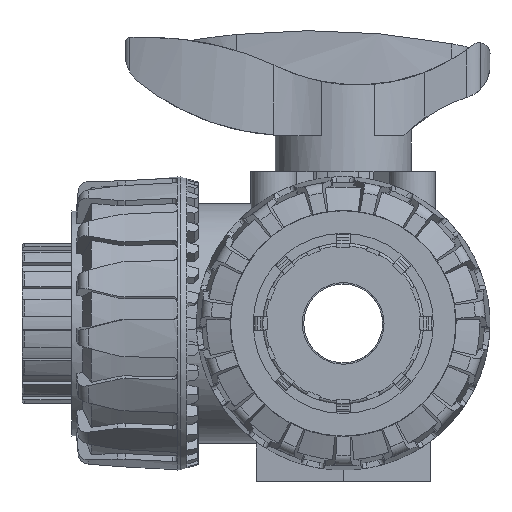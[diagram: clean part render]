
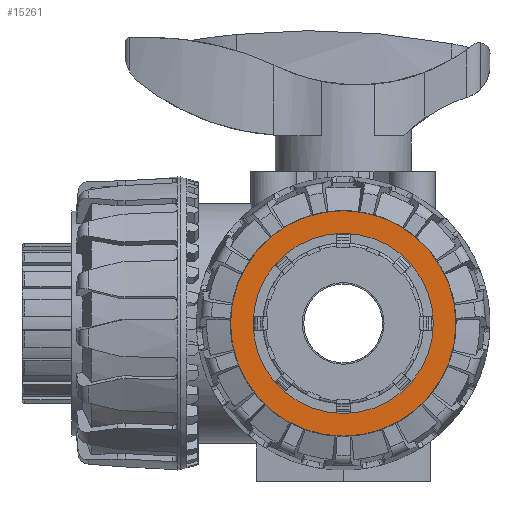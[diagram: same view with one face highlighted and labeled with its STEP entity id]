
A CAD part, front view. The second image highlights one B-rep face of the part: STEP entity #15261.
In plain terms, the highlighted face is planar.
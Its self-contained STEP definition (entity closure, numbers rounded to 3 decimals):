
#3424=PLANE($,#16883);
#3467=FACE_BOUND($,#5163,.T.);
#3468=FACE_BOUND($,#5164,.T.);
#5163=EDGE_LOOP($,(#14172));
#5164=EDGE_LOOP($,(#14173));
#5597=CIRCLE($,#16452,16.55);
#5668=CIRCLE($,#16684,20.7);
#6832=VERTEX_POINT($,#26626);
#7118=VERTEX_POINT($,#28224);
#8927=EDGE_CURVE($,#6832,#6832,#5597,.T.);
#9306=EDGE_CURVE($,#7118,#7118,#5668,.T.);
#14172=ORIENTED_EDGE($,*,*,#8927,.T.);
#14173=ORIENTED_EDGE($,*,*,#9306,.T.);
#15261=ADVANCED_FACE($,(#3467,#3468),#3424,.T.);
#16452=AXIS2_PLACEMENT_3D($,#26627,#20116,#20117);
#16684=AXIS2_PLACEMENT_3D($,#28225,#20680,#20681);
#16883=AXIS2_PLACEMENT_3D($,#28952,#21158,#21159);
#20116=DIRECTION('center_axis',(0.,-1.,0.));
#20117=DIRECTION('ref_axis',(-1.,0.,0.));
#20680=DIRECTION('center_axis',(0.,1.,0.));
#20681=DIRECTION('ref_axis',(-1.,0.,0.));
#21158=DIRECTION('center_axis',(0.,1.,0.));
#21159=DIRECTION('ref_axis',(0.,0.,1.));
#26626=CARTESIAN_POINT('',(-16.55,21.2,0.));
#26627=CARTESIAN_POINT('Origin',(0.,21.2,0.));
#28224=CARTESIAN_POINT('',(-20.7,21.2,0.));
#28225=CARTESIAN_POINT('Origin',(0.,21.2,0.));
#28952=CARTESIAN_POINT('Origin',(-10.35,21.2,0.));
